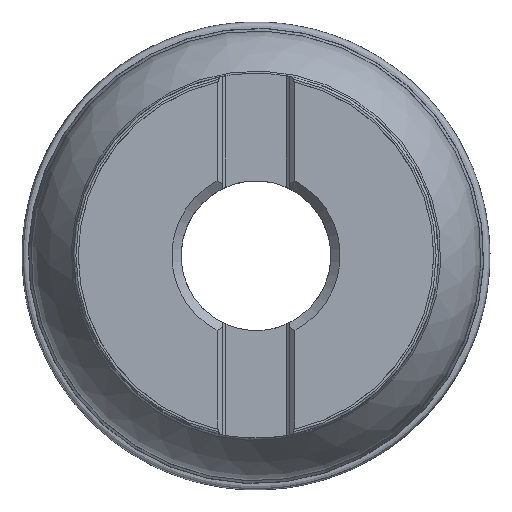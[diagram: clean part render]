
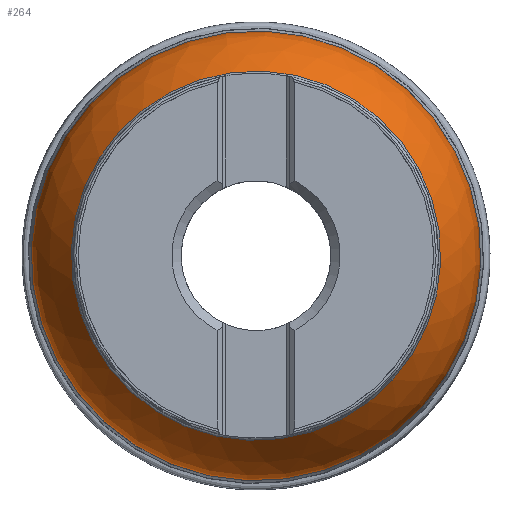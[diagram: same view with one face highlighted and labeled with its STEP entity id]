
A CAD part, top view. The second image highlights one B-rep face of the part: STEP entity #264.
In plain terms, the highlighted face is a revolution surface.
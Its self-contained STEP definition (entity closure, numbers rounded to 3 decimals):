
#98=SURFACE_OF_REVOLUTION('',#236,#99);
#99=AXIS1_PLACEMENT('',#1526,#1201);
#236=B_SPLINE_CURVE_WITH_KNOTS('',3,(#1522,#1523,#1524,#1525),
 .UNSPECIFIED.,.F.,.F.,(4,4),(0.,1.),.UNSPECIFIED.);
#264=ADVANCED_FACE('CN_SU3',(#340,#341),#98,.T.);
#340=FACE_BOUND('',#393,.T.);
#341=FACE_BOUND('',#394,.T.);
#393=EDGE_LOOP('',(#488));
#394=EDGE_LOOP('',(#489));
#488=ORIENTED_EDGE('',*,*,#710,.F.);
#489=ORIENTED_EDGE('',*,*,#736,.T.);
#637=VERTEX_POINT('',#1457);
#661=VERTEX_POINT('',#1520);
#710=EDGE_CURVE('',#637,#637,#802,.T.);
#736=EDGE_CURVE('',#661,#661,#816,.T.);
#802=CIRCLE('',#979,48.);
#816=CIRCLE('',#1014,39.475);
#979=AXIS2_PLACEMENT_3D('',#1456,#1123,#1124);
#1014=AXIS2_PLACEMENT_3D('',#1519,#1197,#1198);
#1123=DIRECTION('',(0.,0.,-1.));
#1124=DIRECTION('',(-0.134,0.991,0.));
#1197=DIRECTION('',(0.,0.,-1.));
#1198=DIRECTION('',(-0.134,0.991,0.));
#1201=DIRECTION('',(0.,0.,-1.));
#1456=CARTESIAN_POINT('',(0.,0.,-35.));
#1457=CARTESIAN_POINT('',(-6.439,47.566,-35.));
#1519=CARTESIAN_POINT('',(0.,0.,-15.721));
#1520=CARTESIAN_POINT('',(-5.296,39.119,-15.721));
#1522=CARTESIAN_POINT('',(-39.475,0.,-15.721));
#1523=CARTESIAN_POINT('',(-45.423,0.,-24.986));
#1524=CARTESIAN_POINT('',(-48.,0.,-27.931));
#1525=CARTESIAN_POINT('',(-48.,0.,-35.));
#1526=CARTESIAN_POINT('',(0.,0.,15.21));
